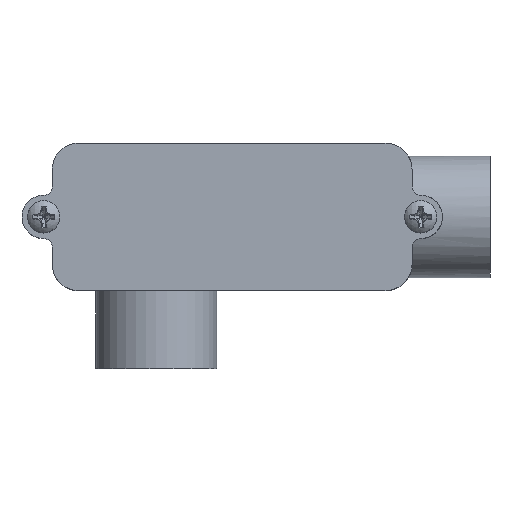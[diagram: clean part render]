
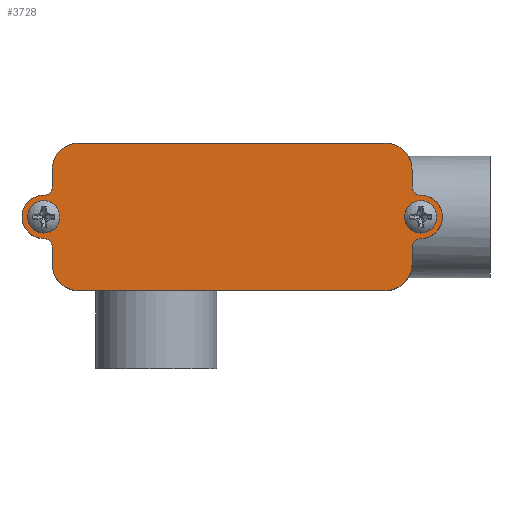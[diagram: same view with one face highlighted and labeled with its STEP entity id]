
A CAD part, top view. The second image highlights one B-rep face of the part: STEP entity #3728.
In plain terms, the highlighted planar face has unit normal (0, 0, 1).
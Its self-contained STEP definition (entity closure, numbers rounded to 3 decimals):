
#73=FACE_BOUND('',#514,.T.);
#74=FACE_BOUND('',#515,.T.);
#120=PLANE('',#4041);
#297=FACE_OUTER_BOUND('',#513,.T.);
#513=EDGE_LOOP('',(#3012,#3013,#3014,#3015,#3016,#3017,#3018,#3019,#3020,
#3021,#3022,#3023,#3024,#3025,#3026,#3027));
#514=EDGE_LOOP('',(#3028));
#515=EDGE_LOOP('',(#3029));
#655=CIRCLE('',#4000,2.5);
#657=CIRCLE('',#4003,2.5);
#660=CIRCLE('',#4008,2.);
#662=CIRCLE('',#4011,5.);
#664=CIRCLE('',#4014,2.);
#666=CIRCLE('',#4018,6.);
#668=CIRCLE('',#4022,6.);
#670=CIRCLE('',#4026,2.);
#672=CIRCLE('',#4029,5.);
#674=CIRCLE('',#4032,2.);
#676=CIRCLE('',#4036,6.);
#678=CIRCLE('',#4040,6.);
#1023=LINE('',#9076,#1294);
#1029=LINE('',#9100,#1300);
#1033=LINE('',#9112,#1304);
#1037=LINE('',#9124,#1308);
#1043=LINE('',#9148,#1314);
#1047=LINE('',#9160,#1318);
#1294=VECTOR('',#4602,10.);
#1300=VECTOR('',#4628,10.);
#1304=VECTOR('',#4640,10.);
#1308=VECTOR('',#4652,10.);
#1314=VECTOR('',#4678,10.);
#1318=VECTOR('',#4690,10.);
#1626=VERTEX_POINT('',#9058);
#1628=VERTEX_POINT('',#9064);
#1632=VERTEX_POINT('',#9073);
#1633=VERTEX_POINT('',#9075);
#1635=VERTEX_POINT('',#9081);
#1637=VERTEX_POINT('',#9087);
#1639=VERTEX_POINT('',#9093);
#1641=VERTEX_POINT('',#9099);
#1643=VERTEX_POINT('',#9105);
#1645=VERTEX_POINT('',#9111);
#1647=VERTEX_POINT('',#9117);
#1649=VERTEX_POINT('',#9123);
#1651=VERTEX_POINT('',#9129);
#1653=VERTEX_POINT('',#9135);
#1655=VERTEX_POINT('',#9141);
#1657=VERTEX_POINT('',#9147);
#1659=VERTEX_POINT('',#9153);
#1661=VERTEX_POINT('',#9159);
#2094=EDGE_CURVE('',#1626,#1626,#655,.T.);
#2097=EDGE_CURVE('',#1628,#1628,#657,.T.);
#2102=EDGE_CURVE('',#1633,#1632,#1023,.T.);
#2105=EDGE_CURVE('',#1635,#1633,#660,.T.);
#2108=EDGE_CURVE('',#1637,#1635,#662,.T.);
#2111=EDGE_CURVE('',#1639,#1637,#664,.T.);
#2114=EDGE_CURVE('',#1641,#1639,#1029,.T.);
#2117=EDGE_CURVE('',#1643,#1641,#666,.T.);
#2120=EDGE_CURVE('',#1645,#1643,#1033,.T.);
#2123=EDGE_CURVE('',#1647,#1645,#668,.T.);
#2126=EDGE_CURVE('',#1649,#1647,#1037,.T.);
#2129=EDGE_CURVE('',#1651,#1649,#670,.T.);
#2132=EDGE_CURVE('',#1653,#1651,#672,.T.);
#2135=EDGE_CURVE('',#1655,#1653,#674,.T.);
#2138=EDGE_CURVE('',#1657,#1655,#1043,.T.);
#2141=EDGE_CURVE('',#1659,#1657,#676,.T.);
#2144=EDGE_CURVE('',#1661,#1659,#1047,.T.);
#2147=EDGE_CURVE('',#1632,#1661,#678,.T.);
#3012=ORIENTED_EDGE('',*,*,#2147,.T.);
#3013=ORIENTED_EDGE('',*,*,#2144,.T.);
#3014=ORIENTED_EDGE('',*,*,#2141,.T.);
#3015=ORIENTED_EDGE('',*,*,#2138,.T.);
#3016=ORIENTED_EDGE('',*,*,#2135,.T.);
#3017=ORIENTED_EDGE('',*,*,#2132,.T.);
#3018=ORIENTED_EDGE('',*,*,#2129,.T.);
#3019=ORIENTED_EDGE('',*,*,#2126,.T.);
#3020=ORIENTED_EDGE('',*,*,#2123,.T.);
#3021=ORIENTED_EDGE('',*,*,#2120,.T.);
#3022=ORIENTED_EDGE('',*,*,#2117,.T.);
#3023=ORIENTED_EDGE('',*,*,#2114,.T.);
#3024=ORIENTED_EDGE('',*,*,#2111,.T.);
#3025=ORIENTED_EDGE('',*,*,#2108,.T.);
#3026=ORIENTED_EDGE('',*,*,#2105,.T.);
#3027=ORIENTED_EDGE('',*,*,#2102,.T.);
#3028=ORIENTED_EDGE('',*,*,#2097,.T.);
#3029=ORIENTED_EDGE('',*,*,#2094,.T.);
#3728=ADVANCED_FACE('',(#297,#73,#74),#120,.T.);
#4000=AXIS2_PLACEMENT_3D('',#9059,#4586,#4587);
#4003=AXIS2_PLACEMENT_3D('',#9065,#4593,#4594);
#4008=AXIS2_PLACEMENT_3D('',#9082,#4608,#4609);
#4011=AXIS2_PLACEMENT_3D('',#9088,#4615,#4616);
#4014=AXIS2_PLACEMENT_3D('',#9094,#4622,#4623);
#4018=AXIS2_PLACEMENT_3D('',#9106,#4634,#4635);
#4022=AXIS2_PLACEMENT_3D('',#9118,#4646,#4647);
#4026=AXIS2_PLACEMENT_3D('',#9130,#4658,#4659);
#4029=AXIS2_PLACEMENT_3D('',#9136,#4665,#4666);
#4032=AXIS2_PLACEMENT_3D('',#9142,#4672,#4673);
#4036=AXIS2_PLACEMENT_3D('',#9154,#4684,#4685);
#4040=AXIS2_PLACEMENT_3D('',#9164,#4696,#4697);
#4041=AXIS2_PLACEMENT_3D('',#9165,#4698,#4699);
#4586=DIRECTION('center_axis',(0.,0.,-1.));
#4587=DIRECTION('ref_axis',(-1.,0.,0.));
#4593=DIRECTION('center_axis',(0.,0.,-1.));
#4594=DIRECTION('ref_axis',(-1.,0.,0.));
#4602=DIRECTION('',(0.,-1.,0.));
#4608=DIRECTION('center_axis',(0.,0.,-1.));
#4609=DIRECTION('ref_axis',(1.,0.,0.));
#4615=DIRECTION('center_axis',(0.,0.,1.));
#4616=DIRECTION('ref_axis',(0.,1.,0.));
#4622=DIRECTION('center_axis',(0.,0.,-1.));
#4623=DIRECTION('ref_axis',(0.,-1.,0.));
#4628=DIRECTION('',(0.,-1.,0.));
#4634=DIRECTION('center_axis',(0.,0.,1.));
#4635=DIRECTION('ref_axis',(0.,1.,0.));
#4640=DIRECTION('',(-1.,0.,0.));
#4646=DIRECTION('center_axis',(0.,0.,1.));
#4647=DIRECTION('ref_axis',(1.,0.,0.));
#4652=DIRECTION('',(0.,1.,0.));
#4658=DIRECTION('center_axis',(0.,0.,-1.));
#4659=DIRECTION('ref_axis',(-1.,0.,0.));
#4665=DIRECTION('center_axis',(0.,0.,1.));
#4666=DIRECTION('ref_axis',(0.,-1.,0.));
#4672=DIRECTION('center_axis',(0.,0.,-1.));
#4673=DIRECTION('ref_axis',(0.,1.,0.));
#4678=DIRECTION('',(0.,1.,0.));
#4684=DIRECTION('center_axis',(0.,0.,1.));
#4685=DIRECTION('ref_axis',(0.,-1.,0.));
#4690=DIRECTION('',(1.,0.,0.));
#4696=DIRECTION('center_axis',(0.,0.,1.));
#4697=DIRECTION('ref_axis',(-1.,0.,0.));
#4698=DIRECTION('center_axis',(0.,0.,1.));
#4699=DIRECTION('ref_axis',(-1.,0.,0.));
#9058=CARTESIAN_POINT('',(-41.,0.,41.));
#9059=CARTESIAN_POINT('Origin',(-43.5,0.,41.));
#9064=CARTESIAN_POINT('',(46.,0.,41.));
#9065=CARTESIAN_POINT('Origin',(43.5,0.,41.));
#9073=CARTESIAN_POINT('',(-41.5,-11.,41.));
#9075=CARTESIAN_POINT('',(-41.5,-7.,41.));
#9076=CARTESIAN_POINT('',(-41.5,-7.,41.));
#9081=CARTESIAN_POINT('',(-43.5,-5.,41.));
#9082=CARTESIAN_POINT('Origin',(-43.5,-7.,41.));
#9087=CARTESIAN_POINT('',(-43.5,5.,41.));
#9088=CARTESIAN_POINT('Origin',(-43.5,0.,41.));
#9093=CARTESIAN_POINT('',(-41.5,7.,41.));
#9094=CARTESIAN_POINT('Origin',(-43.5,7.,41.));
#9099=CARTESIAN_POINT('',(-41.5,11.,41.));
#9100=CARTESIAN_POINT('',(-41.5,11.,41.));
#9105=CARTESIAN_POINT('',(-35.5,17.,41.));
#9106=CARTESIAN_POINT('Origin',(-35.5,11.,41.));
#9111=CARTESIAN_POINT('',(35.5,17.,41.));
#9112=CARTESIAN_POINT('',(35.5,17.,41.));
#9117=CARTESIAN_POINT('',(41.5,11.,41.));
#9118=CARTESIAN_POINT('Origin',(35.5,11.,41.));
#9123=CARTESIAN_POINT('',(41.5,7.,41.));
#9124=CARTESIAN_POINT('',(41.5,7.,41.));
#9129=CARTESIAN_POINT('',(43.5,5.,41.));
#9130=CARTESIAN_POINT('Origin',(43.5,7.,41.));
#9135=CARTESIAN_POINT('',(43.5,-5.,41.));
#9136=CARTESIAN_POINT('Origin',(43.5,0.,41.));
#9141=CARTESIAN_POINT('',(41.5,-7.,41.));
#9142=CARTESIAN_POINT('Origin',(43.5,-7.,41.));
#9147=CARTESIAN_POINT('',(41.5,-11.,41.));
#9148=CARTESIAN_POINT('',(41.5,-11.,41.));
#9153=CARTESIAN_POINT('',(35.5,-17.,41.));
#9154=CARTESIAN_POINT('Origin',(35.5,-11.,41.));
#9159=CARTESIAN_POINT('',(-35.5,-17.,41.));
#9160=CARTESIAN_POINT('',(-35.5,-17.,41.));
#9164=CARTESIAN_POINT('Origin',(-35.5,-11.,41.));
#9165=CARTESIAN_POINT('Origin',(0.,0.,41.));
